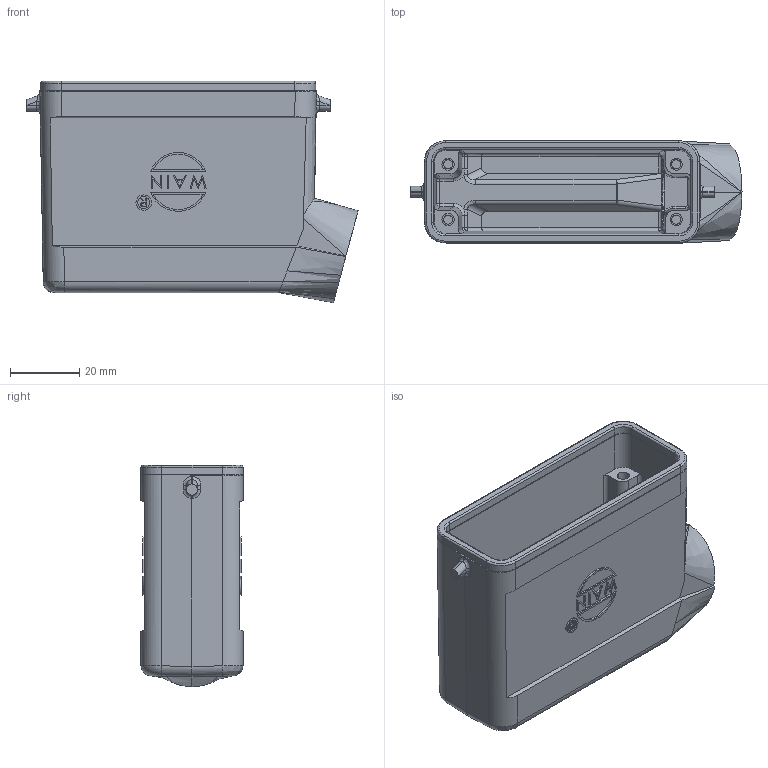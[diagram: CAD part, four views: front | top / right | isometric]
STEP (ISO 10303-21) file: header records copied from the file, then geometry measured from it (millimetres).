
FILE_DESCRIPTION(/* description */ (''),/* implementation_level */ '2;1');
FILE_NAME(/* name */ 'CE-H16A-SE-2B_stp.stp',/* time_stamp */ '2022-08-04T14:54:33+08:00',/* author */ (''),/* organization */ (''),/* preprocessor_version */ 'ST-DEVELOPER v18.1',/* originating_system */ 'SIEMENS PLM Software NX 1980',/* authorisation */ '');
FILE_SCHEMA (('AP203_CONFIGURATION_CONTROLLED_3D_DESIGN_OF_MECHANICAL_PARTS_AND_ASSEMBLIES_MIM_LF { 1 0 10303 403 2 1 2}'));
Length unit declared in the file: millimetre
Products named in the file (1): CE-H16A-SE-2B_stp
Bounding box: 96.01 x 29.5 x 64.03 mm (x, y, z)
Volume: 43455.9 mm3; surface area: 31213.6 mm2
Topology: 1 solids, 3 shells, 475 faces, 1182 edges, 742 vertices
Faces by surface type: plane 240, cylinder 163, torus 27, bspline 25, sphere 10, extrusion 6, cone 4
Entity records: 15852 total; most frequent: CARTESIAN_POINT 5052, ORIENTED_EDGE 2346, DIRECTION 1980, EDGE_CURVE 1173, VERTEX_POINT 742, VECTOR 680, LINE 674, AXIS2_PLACEMENT_3D 650
